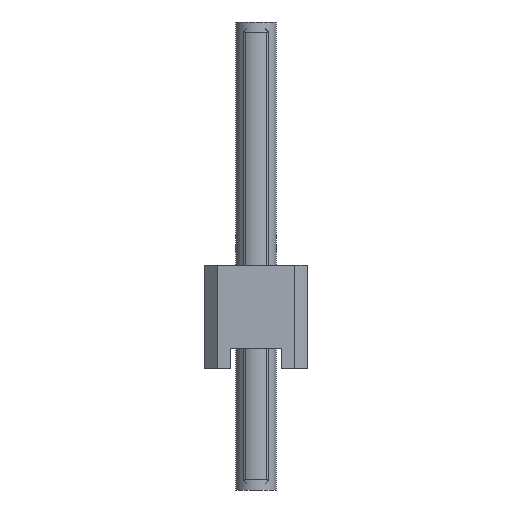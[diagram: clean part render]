
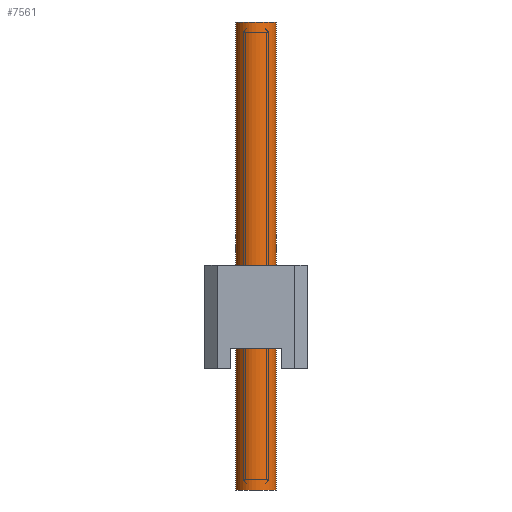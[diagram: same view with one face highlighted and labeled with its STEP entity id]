
A CAD part, left-side view. The second image highlights one B-rep face of the part: STEP entity #7561.
In plain terms, the highlighted cylindrical face has radius 0.5 mm (diameter 1 mm), a full revolution.
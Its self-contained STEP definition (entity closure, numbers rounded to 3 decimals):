
#4284=ORIENTED_EDGE('',*,*,#5360,.F.);
#4285=ORIENTED_EDGE('',*,*,#5361,.T.);
#5360=EDGE_CURVE('',#6078,#6078,#6272,.T.);
#5361=EDGE_CURVE('',#6079,#6079,#6273,.T.);
#6078=VERTEX_POINT('',#12415);
#6079=VERTEX_POINT('',#12417);
#6272=CIRCLE('',#8169,0.5);
#6273=CIRCLE('',#8170,0.5);
#6684=EDGE_LOOP('',(#4284));
#6685=EDGE_LOOP('',(#4285));
#7096=FACE_BOUND('',#6684,.T.);
#7097=FACE_BOUND('',#6685,.T.);
#7198=CYLINDRICAL_SURFACE('',#8168,0.5);
#7561=ADVANCED_FACE('',(#7096,#7097),#7198,.F.);
#8168=AXIS2_PLACEMENT_3D('',#12413,#10205,#10206);
#8169=AXIS2_PLACEMENT_3D('',#12414,#10207,#10208);
#8170=AXIS2_PLACEMENT_3D('',#12416,#10209,#10210);
#10205=DIRECTION('',(0.,0.,1.));
#10206=DIRECTION('',(1.,0.,0.));
#10207=DIRECTION('',(0.,0.,-1.));
#10208=DIRECTION('',(1.,0.,0.));
#10209=DIRECTION('',(0.,0.,-1.));
#10210=DIRECTION('',(1.,0.,0.));
#12413=CARTESIAN_POINT('',(0.,0.,0.));
#12414=CARTESIAN_POINT('',(0.,0.,11.54));
#12415=CARTESIAN_POINT('',(0.5,0.,11.54));
#12416=CARTESIAN_POINT('',(0.,0.,0.));
#12417=CARTESIAN_POINT('',(0.5,0.,0.));
